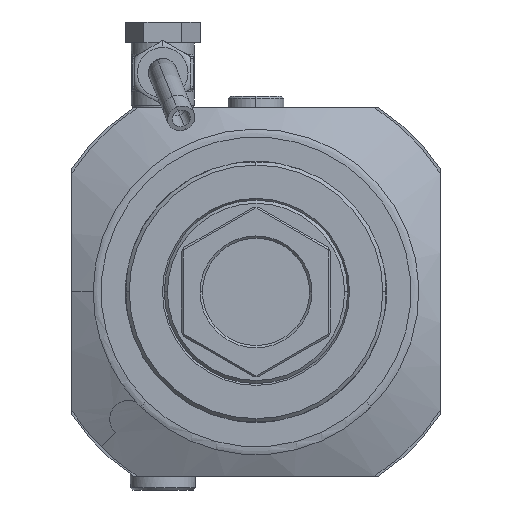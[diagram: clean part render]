
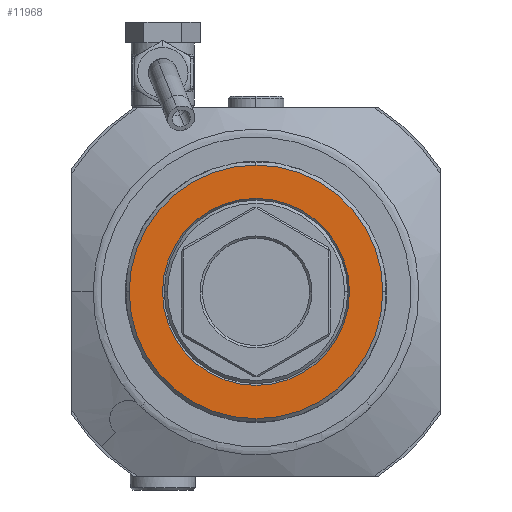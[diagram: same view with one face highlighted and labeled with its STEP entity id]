
A CAD part, left-side view. The second image highlights one B-rep face of the part: STEP entity #11968.
In plain terms, the highlighted planar face has unit normal (-1, 0, 0).
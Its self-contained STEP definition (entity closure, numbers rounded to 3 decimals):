
#3068=CARTESIAN_POINT('',(-24.,0.,0.));
#3069=DIRECTION('',(-1.,0.,0.));
#3070=DIRECTION('',(0.,1.,0.));
#3071=AXIS2_PLACEMENT_3D('',#3068,#3069,#3070);
#3073=CARTESIAN_POINT('',(-24.,0.,0.));
#3074=DIRECTION('',(-1.,0.,0.));
#3075=DIRECTION('',(0.,-1.,0.));
#3076=AXIS2_PLACEMENT_3D('',#3073,#3074,#3075);
#3078=CARTESIAN_POINT('',(-24.,0.,0.));
#3079=DIRECTION('',(1.,0.,0.));
#3080=DIRECTION('',(0.,1.,0.));
#3081=AXIS2_PLACEMENT_3D('',#3078,#3079,#3080);
#3083=CARTESIAN_POINT('',(-24.,0.,0.));
#3084=DIRECTION('',(1.,0.,0.));
#3085=DIRECTION('',(0.,-1.,0.));
#3086=AXIS2_PLACEMENT_3D('',#3083,#3084,#3085);
#8233=CARTESIAN_POINT('',(-24.,20.054,0.));
#8234=CARTESIAN_POINT('',(-24.,-20.054,0.));
#8235=VERTEX_POINT('',#8233);
#8236=VERTEX_POINT('',#8234);
#8237=CARTESIAN_POINT('',(-24.,27.2,0.));
#8238=CARTESIAN_POINT('',(-24.,-27.2,0.));
#8239=VERTEX_POINT('',#8237);
#8240=VERTEX_POINT('',#8238);
#11953=CARTESIAN_POINT('',(-24.,0.,0.));
#11954=DIRECTION('',(-1.,0.,0.));
#11955=DIRECTION('',(0.,1.,0.));
#11956=AXIS2_PLACEMENT_3D('',#11953,#11954,#11955);
#11957=PLANE('',#11956);
#11958=ORIENTED_EDGE('',*,*,#11931,.F.);
#11959=ORIENTED_EDGE('',*,*,#11946,.F.);
#11960=EDGE_LOOP('',(#11958,#11959));
#11961=FACE_OUTER_BOUND('',#11960,.F.);
#11963=ORIENTED_EDGE('',*,*,#11962,.F.);
#11965=ORIENTED_EDGE('',*,*,#11964,.F.);
#11966=EDGE_LOOP('',(#11963,#11965));
#11967=FACE_BOUND('',#11966,.F.);
#3072=CIRCLE('',#3071,27.2);
#3077=CIRCLE('',#3076,27.2);
#3082=CIRCLE('',#3081,20.054);
#3087=CIRCLE('',#3086,20.054);
#11931=EDGE_CURVE('',#8239,#8240,#3072,.T.);
#11946=EDGE_CURVE('',#8240,#8239,#3077,.T.);
#11962=EDGE_CURVE('',#8235,#8236,#3082,.T.);
#11964=EDGE_CURVE('',#8236,#8235,#3087,.T.);
#11968=ADVANCED_FACE('',(#11961,#11967),#11957,.T.);
